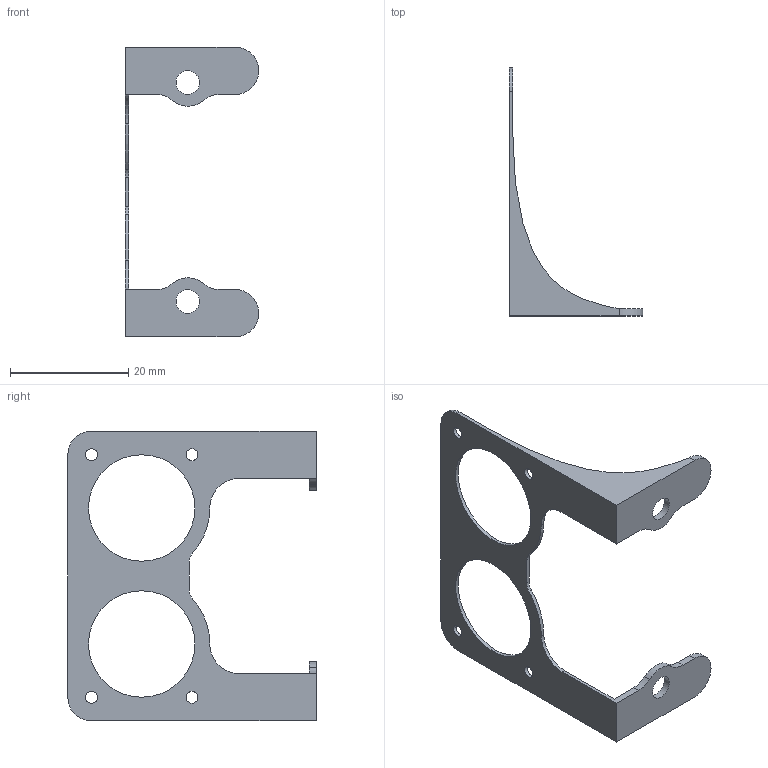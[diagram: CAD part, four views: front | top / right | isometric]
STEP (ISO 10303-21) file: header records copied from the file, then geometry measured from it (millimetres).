
FILE_DESCRIPTION(/* description */ (''),/* implementation_level */ '2;1');
FILE_NAME(/* name */ 'adaptador ultrasonidos.step',/* time_stamp */ '2022-03-08T15:24:22+01:00',/* author */ (''),/* organization */ (''),/* preprocessor_version */ 'ST-DEVELOPER v18.1',/* originating_system */ 'Autodesk Translation Framework v10.13.0.1454',/* authorisation */ '');
FILE_SCHEMA (('AUTOMOTIVE_DESIGN { 1 0 10303 214 3 1 1 }'));
Length unit declared in the file: millimetre
Products named in the file (1): adaptador ultrasonidos
Bounding box: 22.6 x 42 x 49 mm (x, y, z)
Volume: 1255 mm3; surface area: 3179.6 mm2
Topology: 1 solids, 1 shells, 42 faces, 118 edges, 78 vertices
Faces by surface type: cylinder 24, plane 16, bspline 2
Full cylindrical faces by diameter (mm): 2 x4, 4 x2, 18 x2
Entity records: 1533 total; most frequent: CARTESIAN_POINT 353, DIRECTION 244, ORIENTED_EDGE 236, EDGE_CURVE 118, AXIS2_PLACEMENT_3D 89, VERTEX_POINT 78, LINE 66, VECTOR 66
